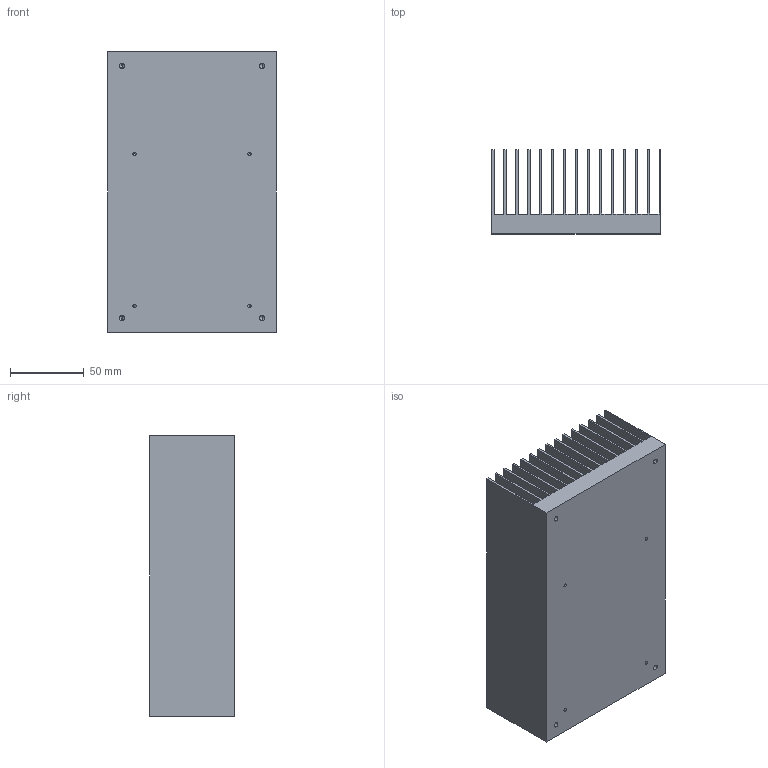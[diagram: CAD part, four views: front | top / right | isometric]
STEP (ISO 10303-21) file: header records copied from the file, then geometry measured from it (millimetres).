
FILE_DESCRIPTION (( 'STEP AP203' ), '1' );
FILE_NAME ('heatsink.STEP', '2011-07-07T12:22:05', ( '' ), ( '' ), 'SwSTEP 2.0', 'SolidWorks 2011', '' );
FILE_SCHEMA (( 'CONFIG_CONTROL_DESIGN' ));
Length unit declared in the file: inch
Products named in the file (1): heatsink
Bounding box: 114.3 x 57.15 x 190.5 mm (x, y, z)
Volume: 476392.1 mm3; surface area: 304207.1 mm2
Topology: 1 solids, 1 shells, 94 faces, 260 edges, 160 vertices
Faces by surface type: plane 62, cylinder 16, cone 16
Entity records: 2915 total; most frequent: CARTESIAN_POINT 499, ORIENTED_EDGE 488, DIRECTION 466, EDGE_CURVE 244, LINE 212, VECTOR 212, VERTEX_POINT 160, AXIS2_PLACEMENT_3D 127
